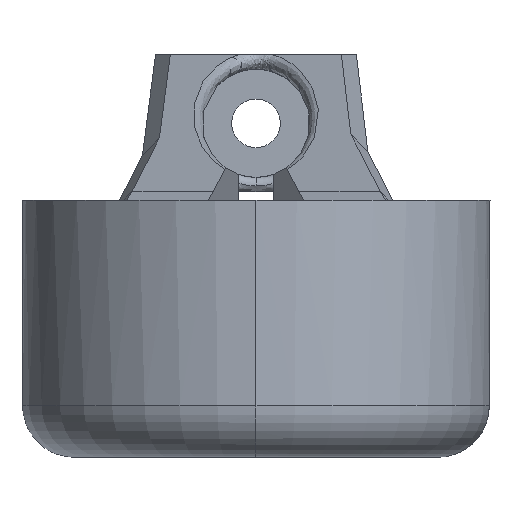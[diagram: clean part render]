
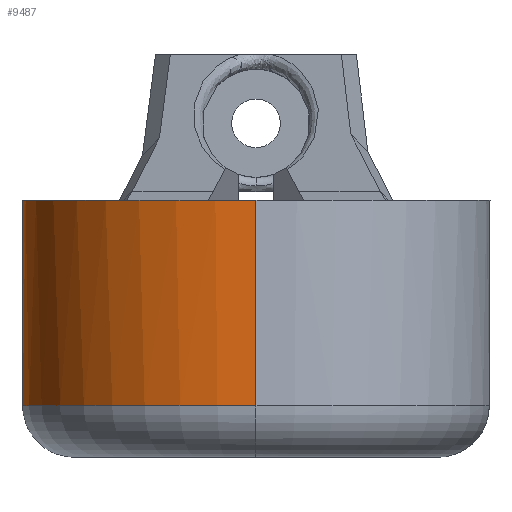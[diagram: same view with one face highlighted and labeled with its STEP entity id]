
A CAD part, left-side view. The second image highlights one B-rep face of the part: STEP entity #9487.
In plain terms, the highlighted cylindrical face has radius 13.668 mm (diameter 27.335 mm), a partial arc.
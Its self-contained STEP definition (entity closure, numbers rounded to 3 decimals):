
#90 = CARTESIAN_POINT ( 'NONE',  ( -126.93, -21.801, 7. ) ) ;
#191 = CARTESIAN_POINT ( 'NONE',  ( -126.699, -24.301, 10. ) ) ;
#214 = CARTESIAN_POINT ( 'NONE',  ( -140.367, -24.301, 10. ) ) ;
#357 = VERTEX_POINT ( 'NONE', #8323 ) ;
#380 = DIRECTION ( 'NONE',  ( 0., 0., -1. ) ) ;
#481 = CARTESIAN_POINT ( 'NONE',  ( -139.234, -10.681, -2. ) ) ;
#656 = VERTEX_POINT ( 'NONE', #7504 ) ;
#671 = DIRECTION ( 'NONE',  ( -1., 0., 0. ) ) ;
#678 = VERTEX_POINT ( 'NONE', #7453 ) ;
#732 = CARTESIAN_POINT ( 'NONE',  ( -154.034, -24.301, 10. ) ) ;
#856 = ORIENTED_EDGE ( 'NONE', *, *, #3798, .F. ) ;
#942 = CARTESIAN_POINT ( 'NONE',  ( -140.367, -24.301, 10. ) ) ;
#1036 = EDGE_CURVE ( 'NONE', #357, #656, #9080, .T. ) ;
#1137 = LINE ( 'NONE', #481, #5488 ) ;
#1426 = AXIS2_PLACEMENT_3D ( 'NONE', #214, #3252, #9311 ) ;
#1638 = LINE ( 'NONE', #191, #8027 ) ;
#1690 = CIRCLE ( 'NONE', #7243, 13.668 ) ;
#1724 = DIRECTION ( 'NONE',  ( 0., 0., 1. ) ) ;
#2213 = ORIENTED_EDGE ( 'NONE', *, *, #2765, .F. ) ;
#2328 = VERTEX_POINT ( 'NONE', #3659 ) ;
#2474 = CYLINDRICAL_SURFACE ( 'NONE', #7760, 13.668 ) ;
#2666 = LINE ( 'NONE', #3527, #3406 ) ;
#2765 = EDGE_CURVE ( 'NONE', #357, #2906, #8206, .T. ) ;
#2906 = VERTEX_POINT ( 'NONE', #3883 ) ;
#3042 = CARTESIAN_POINT ( 'NONE',  ( -126.909, -21.911, 7.525 ) ) ;
#3127 = CARTESIAN_POINT ( 'NONE',  ( -126.846, -22.299, 7.874 ) ) ;
#3177 = VECTOR ( 'NONE', #3788, 1000. ) ;
#3252 = DIRECTION ( 'NONE',  ( 0., 0., -1. ) ) ;
#3367 = ORIENTED_EDGE ( 'NONE', *, *, #8998, .T. ) ;
#3406 = VECTOR ( 'NONE', #4985, 1000. ) ;
#3527 = CARTESIAN_POINT ( 'NONE',  ( -126.93, -21.801, 10. ) ) ;
#3659 = CARTESIAN_POINT ( 'NONE',  ( -126.93, -21.801, 7. ) ) ;
#3788 = DIRECTION ( 'NONE',  ( 0., 0., -1. ) ) ;
#3797 = EDGE_CURVE ( 'NONE', #7838, #6447, #1137, .T. ) ;
#3798 = EDGE_CURVE ( 'NONE', #678, #2328, #2666, .T. ) ;
#3819 = DIRECTION ( 'NONE',  ( -1., 0., 0. ) ) ;
#3882 = CARTESIAN_POINT ( 'NONE',  ( -126.782, -22.801, 8. ) ) ;
#3883 = CARTESIAN_POINT ( 'NONE',  ( -154.034, -24.301, -2. ) ) ;
#4035 = DIRECTION ( 'NONE',  ( 0., 0., -1. ) ) ;
#4094 = DIRECTION ( 'NONE',  ( 0., 0., -1. ) ) ;
#4168 = VERTEX_POINT ( 'NONE', #4558 ) ;
#4519 = EDGE_CURVE ( 'NONE', #656, #6256, #1638, .T. ) ;
#4527 = CARTESIAN_POINT ( 'NONE',  ( -126.813, -22.54, 7.974 ) ) ;
#4558 = CARTESIAN_POINT ( 'NONE',  ( -126.782, -22.801, 8. ) ) ;
#4611 = DIRECTION ( 'NONE',  ( 0., 0., 1. ) ) ;
#4613 = EDGE_CURVE ( 'NONE', #6256, #4168, #6132, .T. ) ;
#4691 = FACE_OUTER_BOUND ( 'NONE', #6820, .T. ) ;
#4763 = CARTESIAN_POINT ( 'NONE',  ( -140.367, -24.301, 3.5 ) ) ;
#4985 = DIRECTION ( 'NONE',  ( 0., 0., 1. ) ) ;
#5283 = CARTESIAN_POINT ( 'NONE',  ( -139.234, -10.681, -2. ) ) ;
#5488 = VECTOR ( 'NONE', #380, 1000. ) ;
#5489 = CARTESIAN_POINT ( 'NONE',  ( -126.93, -21.801, 7.266 ) ) ;
#5921 = EDGE_CURVE ( 'NONE', #678, #7838, #1690, .T. ) ;
#6132 = CIRCLE ( 'NONE', #8669, 13.668 ) ;
#6169 = CARTESIAN_POINT ( 'NONE',  ( -139.234, -10.681, 3.5 ) ) ;
#6256 = VERTEX_POINT ( 'NONE', #9075 ) ;
#6447 = VERTEX_POINT ( 'NONE', #5283 ) ;
#6820 = EDGE_LOOP ( 'NONE', ( #9447, #8101, #8752, #7752, #856, #7341, #6831, #3367, #2213 ) ) ;
#6831 = ORIENTED_EDGE ( 'NONE', *, *, #3797, .T. ) ;
#6886 = CARTESIAN_POINT ( 'NONE',  ( -126.796, -22.669, 8. ) ) ;
#7243 = AXIS2_PLACEMENT_3D ( 'NONE', #4763, #8640, #9467 ) ;
#7341 = ORIENTED_EDGE ( 'NONE', *, *, #5921, .T. ) ;
#7453 = CARTESIAN_POINT ( 'NONE',  ( -126.93, -21.801, 3.5 ) ) ;
#7504 = CARTESIAN_POINT ( 'NONE',  ( -126.699, -24.301, 10. ) ) ;
#7656 = CARTESIAN_POINT ( 'NONE',  ( -140.367, -24.301, 8. ) ) ;
#7752 = ORIENTED_EDGE ( 'NONE', *, *, #7829, .T. ) ;
#7760 = AXIS2_PLACEMENT_3D ( 'NONE', #942, #4094, #7858 ) ;
#7829 = EDGE_CURVE ( 'NONE', #4168, #2328, #9585, .T. ) ;
#7838 = VERTEX_POINT ( 'NONE', #6169 ) ;
#7858 = DIRECTION ( 'NONE',  ( -1., 0., 0. ) ) ;
#8027 = VECTOR ( 'NONE', #4035, 1000. ) ;
#8101 = ORIENTED_EDGE ( 'NONE', *, *, #4519, .T. ) ;
#8206 = LINE ( 'NONE', #732, #3177 ) ;
#8323 = CARTESIAN_POINT ( 'NONE',  ( -154.034, -24.301, 10. ) ) ;
#8355 = CARTESIAN_POINT ( 'NONE',  ( -126.863, -22.188, 7.801 ) ) ;
#8553 = AXIS2_PLACEMENT_3D ( 'NONE', #9100, #4611, #3819 ) ;
#8640 = DIRECTION ( 'NONE',  ( 0., 0., 1. ) ) ;
#8669 = AXIS2_PLACEMENT_3D ( 'NONE', #7656, #1724, #671 ) ;
#8752 = ORIENTED_EDGE ( 'NONE', *, *, #4613, .T. ) ;
#8998 = EDGE_CURVE ( 'NONE', #6447, #2906, #9677, .T. ) ;
#9075 = CARTESIAN_POINT ( 'NONE',  ( -126.699, -24.301, 8. ) ) ;
#9080 = CIRCLE ( 'NONE', #1426, 13.668 ) ;
#9100 = CARTESIAN_POINT ( 'NONE',  ( -140.367, -24.301, -2. ) ) ;
#9311 = DIRECTION ( 'NONE',  ( -1., 0., 0. ) ) ;
#9447 = ORIENTED_EDGE ( 'NONE', *, *, #1036, .T. ) ;
#9467 = DIRECTION ( 'NONE',  ( 1., 0., 0. ) ) ;
#9487 = ADVANCED_FACE ( 'NONE', ( #4691 ), #2474, .T. ) ;
#9585 = B_SPLINE_CURVE_WITH_KNOTS ( 'NONE', 3,
 ( #3882, #6886, #4527, #3127, #8355, #3042, #5489, #90 ),
 .UNSPECIFIED., .F., .F.,
 ( 4, 2, 2, 4 ),
 ( 0., 0., 0.001, 0.002 ),
 .UNSPECIFIED. ) ;
#9677 = CIRCLE ( 'NONE', #8553, 13.668 ) ;
